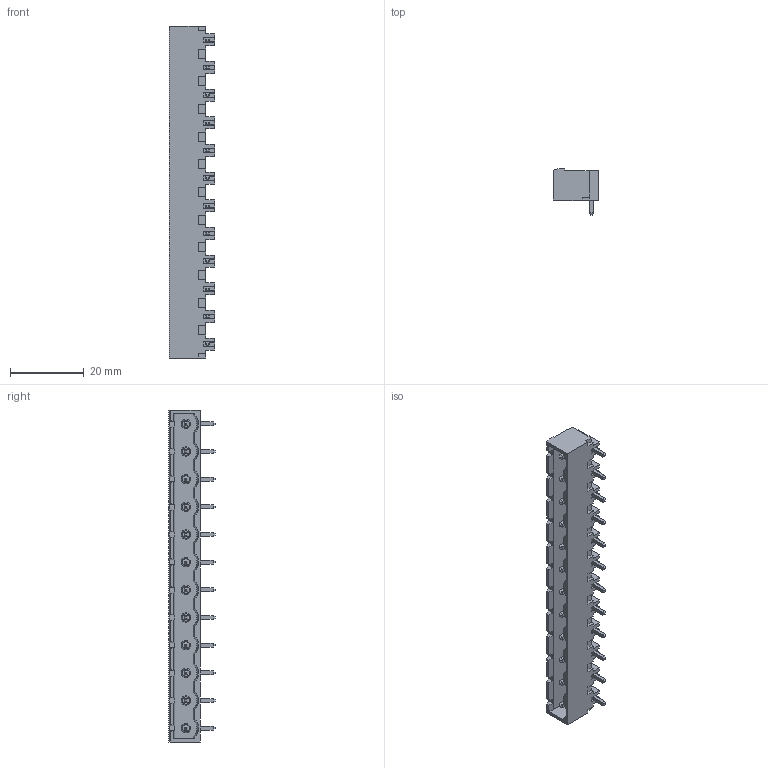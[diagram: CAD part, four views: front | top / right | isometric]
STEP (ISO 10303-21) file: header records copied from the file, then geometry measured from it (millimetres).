
FILE_DESCRIPTION(('STEP AP214'),'1');
FILE_NAME('PV12-7,5-H-P.stp','2021-04-20T15:50:36',(' '),(' '),'Spatial InterOp 3D',' ',' ');
FILE_SCHEMA(('automotive_design'));
Length unit declared in the file: metre
Products named in the file (1): 1
Bounding box: 12.2 x 12.5 x 90 mm (x, y, z)
Volume: 3824.8 mm3; surface area: 6700.4 mm2
Topology: 1 solids, 1 shells, 775 faces, 2034 edges, 1288 vertices
Faces by surface type: plane 722, cylinder 28, cone 24, extrusion 1
Entity records: 29300 total; most frequent: CARTESIAN_POINT 4152, ORIENTED_EDGE 4020, DIRECTION 3627, EDGE_CURVE 2010, VECTOR 1893, LINE 1892, VERTEX_POINT 1276, AXIS2_PLACEMENT_3D 867
